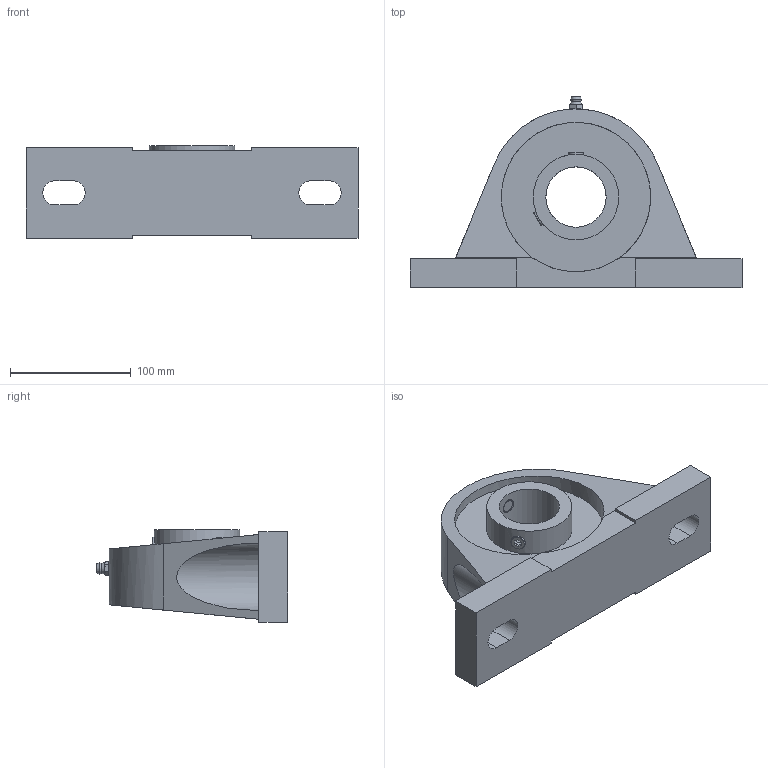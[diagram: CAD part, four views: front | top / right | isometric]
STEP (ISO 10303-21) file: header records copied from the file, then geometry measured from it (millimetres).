
FILE_DESCRIPTION( ( 'STEP AP214' ), ' ' );
FILE_NAME( 'UCP310J.stp', '2018-05-30T06:15:43', ( '' ), ( '' ), ' ', 'PARTsolutions', ' ' );
FILE_SCHEMA( ( 'AUTOMOTIVE_DESIGN { 1 0 10303 214 1 1 1 1 }' ) );
Length unit declared in the file: millimetre
Products named in the file (2): UCP310J; _UCP310.-Housing
Assembly tree (1 placements, depth 2):
  UCP310J
    _UCP310.-Housing
Bounding box: 275 x 158.5 x 76.5 mm (x, y, z)
Volume: 1096244.3 mm3; surface area: 127240.1 mm2
Topology: 1 solids, 1 shells, 93 faces, 230 edges, 148 vertices
Faces by surface type: plane 52, cylinder 20, cone 19, torus 2
Full cylindrical faces by diameter (mm): 7.38 x2, 12 x4, 50 x1, 70.8 x2, 123.75 x2
Entity records: 3793 total; most frequent: CARTESIAN_POINT 952, DIRECTION 414, ORIENTED_EDGE 398, EDGE_CURVE 199, AXIS2_PLACEMENT_3D 150, VERTEX_POINT 139, EDGE_LOOP 128, LINE 114
